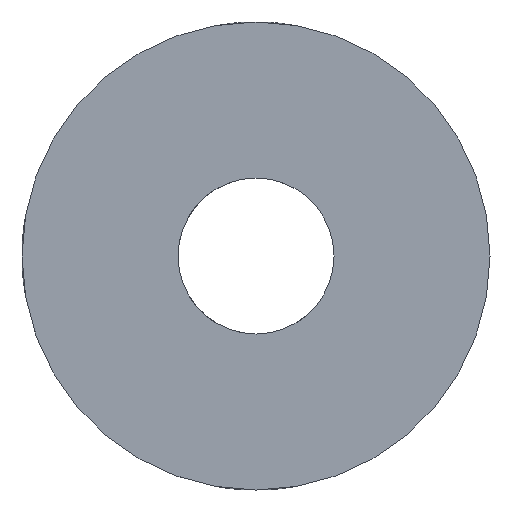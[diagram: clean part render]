
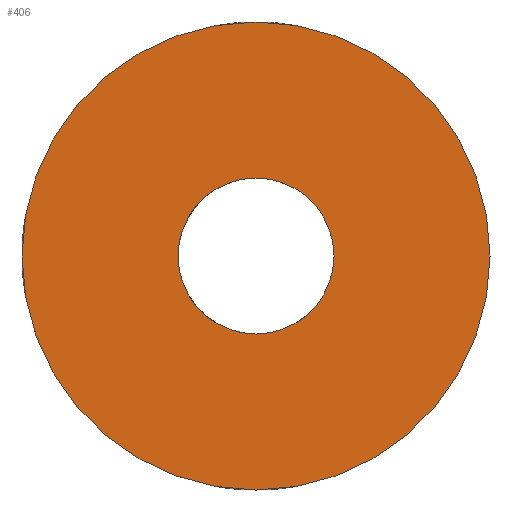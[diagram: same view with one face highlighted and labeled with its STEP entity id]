
A CAD part, left-side view. The second image highlights one B-rep face of the part: STEP entity #406.
In plain terms, the highlighted planar face has unit normal (-1, 0, 0).
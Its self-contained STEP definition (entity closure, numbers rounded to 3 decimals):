
#41=FACE_BOUND('',#107,.T.);
#43=CIRCLE('',#426,6.);
#57=CIRCLE('',#456,18.);
#78=FACE_OUTER_BOUND('',#106,.T.);
#106=EDGE_LOOP('',(#373));
#107=EDGE_LOOP('',(#374));
#179=VERTEX_POINT('',#590);
#206=VERTEX_POINT('',#814);
#218=EDGE_CURVE('',#179,#179,#43,.T.);
#261=EDGE_CURVE('',#206,#206,#57,.T.);
#373=ORIENTED_EDGE('',*,*,#261,.T.);
#374=ORIENTED_EDGE('',*,*,#218,.F.);
#385=PLANE('',#457);
#406=ADVANCED_FACE('',(#78,#41),#385,.T.);
#426=AXIS2_PLACEMENT_3D('',#591,#480,#481);
#456=AXIS2_PLACEMENT_3D('',#815,#560,#561);
#457=AXIS2_PLACEMENT_3D('',#817,#563,#564);
#480=DIRECTION('center_axis',(-1.,0.,0.));
#481=DIRECTION('ref_axis',(0.,0.,1.));
#560=DIRECTION('center_axis',(-1.,0.,0.));
#561=DIRECTION('ref_axis',(0.,0.,1.));
#563=DIRECTION('center_axis',(-1.,0.,0.));
#564=DIRECTION('ref_axis',(0.,0.,1.));
#590=CARTESIAN_POINT('',(-8.265,0.,-6.));
#591=CARTESIAN_POINT('Origin',(-8.265,0.,0.));
#814=CARTESIAN_POINT('',(-8.265,0.,-18.));
#815=CARTESIAN_POINT('Origin',(-8.265,0.,0.));
#817=CARTESIAN_POINT('Origin',(-8.265,0.,6.));
